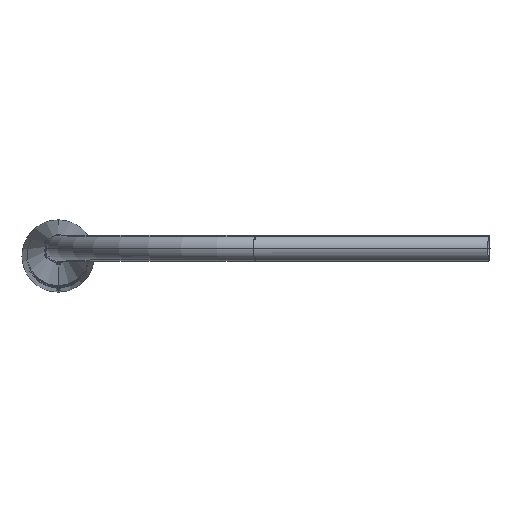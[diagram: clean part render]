
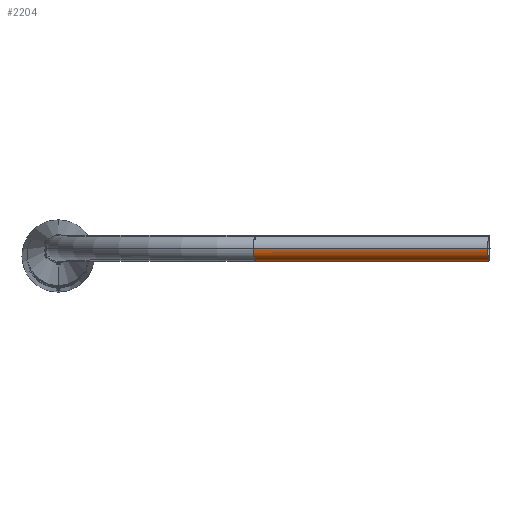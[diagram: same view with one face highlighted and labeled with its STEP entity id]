
A CAD part, top view. The second image highlights one B-rep face of the part: STEP entity #2204.
In plain terms, the highlighted cylindrical face has radius 30.15 mm (diameter 60.3 mm), a partial arc.
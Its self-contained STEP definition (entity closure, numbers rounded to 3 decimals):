
#22 = ORIENTED_EDGE ( 'NONE', *, *, #506, .T. ) ;
#233 = VERTEX_POINT ( 'NONE', #7810 ) ;
#258 = VECTOR ( 'NONE', #298, 1000. ) ;
#298 = DIRECTION ( 'NONE',  ( 0.996, 0.087, 0. ) ) ;
#506 = EDGE_CURVE ( 'NONE', #1568, #233, #3356, .T. ) ;
#1568 = VERTEX_POINT ( 'NONE', #5979 ) ;
#2104 = EDGE_CURVE ( 'NONE', #233, #6393, #7743, .T. ) ;
#2153 = ORIENTED_EDGE ( 'NONE', *, *, #2104, .T. ) ;
#2204 = ADVANCED_FACE ( 'NONE', ( #4473 ), #5904, .T. ) ;
#2401 = CIRCLE ( 'NONE', #7388, 30.15 ) ;
#2682 = CARTESIAN_POINT ( 'NONE',  ( 997.372, 1530.035, 0. ) ) ;
#3145 = CARTESIAN_POINT ( 'NONE',  ( 456.422, 1452.443, 0. ) ) ;
#3185 = DIRECTION ( 'NONE',  ( -0.087, 0.996, 0. ) ) ;
#3230 = DIRECTION ( 'NONE',  ( 0.996, 0.087, 0. ) ) ;
#3265 = CARTESIAN_POINT ( 'NONE',  ( 1000., 1500., 0. ) ) ;
#3356 = CIRCLE ( 'NONE', #5205, 30.15 ) ;
#3387 = EDGE_CURVE ( 'NONE', #1568, #5835, #4122, .T. ) ;
#3544 = CARTESIAN_POINT ( 'NONE',  ( 459.05, 1422.408, 0. ) ) ;
#3549 = ORIENTED_EDGE ( 'NONE', *, *, #4638, .F. ) ;
#4017 = DIRECTION ( 'NONE',  ( 0.996, 0.087, 0. ) ) ;
#4122 = LINE ( 'NONE', #5625, #6930 ) ;
#4473 = FACE_OUTER_BOUND ( 'NONE', #4818, .T. ) ;
#4638 = EDGE_CURVE ( 'NONE', #5835, #6393, #2401, .T. ) ;
#4682 = DIRECTION ( 'NONE',  ( -0.087, 0.996, 0. ) ) ;
#4818 = EDGE_LOOP ( 'NONE', ( #22, #2153, #3549, #5532 ) ) ;
#5205 = AXIS2_PLACEMENT_3D ( 'NONE', #7996, #6583, #8750 ) ;
#5532 = ORIENTED_EDGE ( 'NONE', *, *, #3387, .F. ) ;
#5625 = CARTESIAN_POINT ( 'NONE',  ( 453.794, 1482.478, 0. ) ) ;
#5835 = VERTEX_POINT ( 'NONE', #2682 ) ;
#5904 = CYLINDRICAL_SURFACE ( 'NONE', #8115, 30.15 ) ;
#5979 = CARTESIAN_POINT ( 'NONE',  ( 453.794, 1482.478, 0. ) ) ;
#6393 = VERTEX_POINT ( 'NONE', #8684 ) ;
#6583 = DIRECTION ( 'NONE',  ( 0.996, 0.087, 0. ) ) ;
#6840 = DIRECTION ( 'NONE',  ( 0.996, 0.087, 0. ) ) ;
#6930 = VECTOR ( 'NONE', #6840, 1000. ) ;
#7388 = AXIS2_PLACEMENT_3D ( 'NONE', #3265, #4017, #4682 ) ;
#7743 = LINE ( 'NONE', #3544, #258 ) ;
#7810 = CARTESIAN_POINT ( 'NONE',  ( 459.05, 1422.408, 0. ) ) ;
#7996 = CARTESIAN_POINT ( 'NONE',  ( 456.422, 1452.443, 0. ) ) ;
#8115 = AXIS2_PLACEMENT_3D ( 'NONE', #3145, #3230, #3185 ) ;
#8684 = CARTESIAN_POINT ( 'NONE',  ( 1002.628, 1469.965, 0. ) ) ;
#8750 = DIRECTION ( 'NONE',  ( -0.087, 0.996, 0. ) ) ;
